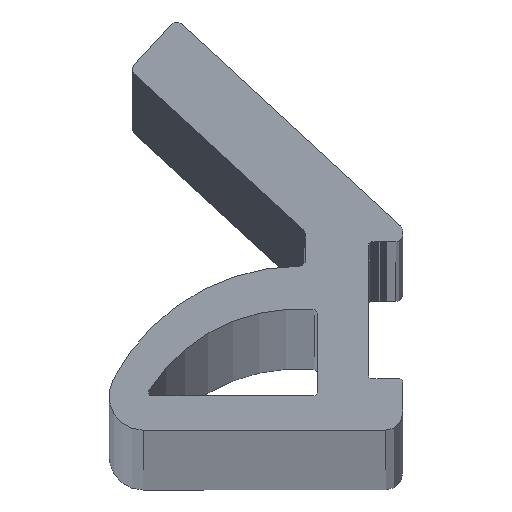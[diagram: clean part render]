
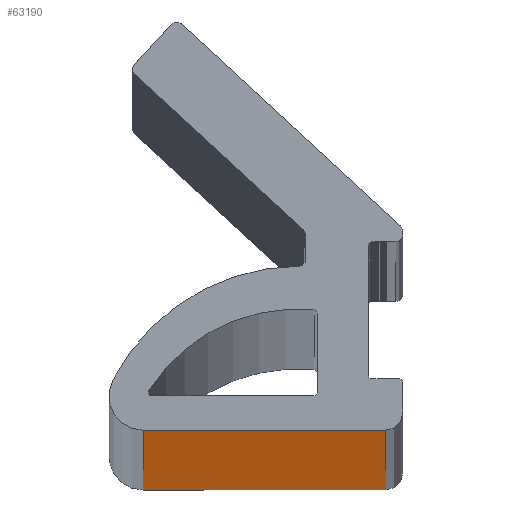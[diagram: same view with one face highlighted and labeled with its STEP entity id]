
A CAD part, top view. The second image highlights one B-rep face of the part: STEP entity #63190.
In plain terms, the highlighted planar face has unit normal (0, -1, 0).
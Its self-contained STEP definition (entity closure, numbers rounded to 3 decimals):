
#62594=CARTESIAN_POINT('',(-0.5,0.,0.0));
#62595=VERTEX_POINT('',#62594);
#62603=CARTESIAN_POINT('',(-7.576,0.,0.0));
#62604=VERTEX_POINT('',#62603);
#62605=CARTESIAN_POINT('',(-0.5,0.,0.0));
#62606=DIRECTION('',(-1.0,0.0,0.0));
#62607=VECTOR('',#62606,7.076);
#62608=LINE('',#62605,#62607);
#62609=EDGE_CURVE('',#62595,#62604,#62608,.T.);
#63147=CARTESIAN_POINT('',(-7.576,0.,1000.0));
#63148=VERTEX_POINT('',#63147);
#63158=CARTESIAN_POINT('',(-7.576,0.,0.0));
#63159=DIRECTION('',(0.0,0.0,1.0));
#63160=VECTOR('',#63159,1000.0);
#63161=LINE('',#63158,#63160);
#63162=EDGE_CURVE('',#62604,#63148,#63161,.T.);
#63167=CARTESIAN_POINT('',(-9.0,0.,0.0));
#63168=DIRECTION('',(0.0,-1.0,0.0));
#63169=DIRECTION('',(1.0,0.0,0.0));
#63170=AXIS2_PLACEMENT_3D('',#63167,#63168,#63169);
#63171=PLANE('',#63170);
#63172=ORIENTED_EDGE('',*,*,#63162,.F.);
#63173=ORIENTED_EDGE('',*,*,#62609,.F.);
#63174=CARTESIAN_POINT('',(-0.5,0.,1000.0));
#63175=VERTEX_POINT('',#63174);
#63176=CARTESIAN_POINT('',(-0.5,0.,1000.0));
#63177=DIRECTION('',(0.0,0.0,-1.0));
#63178=VECTOR('',#63177,1000.0);
#63179=LINE('',#63176,#63178);
#63180=EDGE_CURVE('',#63175,#62595,#63179,.T.);
#63181=ORIENTED_EDGE('',*,*,#63180,.F.);
#63182=CARTESIAN_POINT('',(-7.576,0.,1000.0));
#63183=DIRECTION('',(1.0,0.0,0.0));
#63184=VECTOR('',#63183,7.076);
#63185=LINE('',#63182,#63184);
#63186=EDGE_CURVE('',#63148,#63175,#63185,.T.);
#63187=ORIENTED_EDGE('',*,*,#63186,.F.);
#63188=EDGE_LOOP('',(#63172,#63173,#63181,#63187));
#63189=FACE_OUTER_BOUND('',#63188,.T.);
#63190=ADVANCED_FACE('',(#63189),#63171,.T.);
